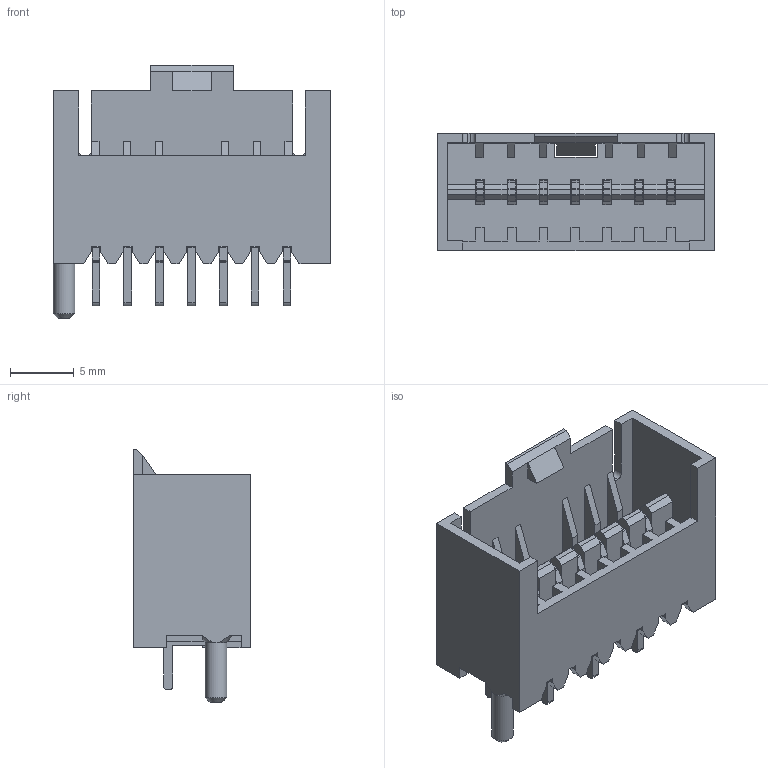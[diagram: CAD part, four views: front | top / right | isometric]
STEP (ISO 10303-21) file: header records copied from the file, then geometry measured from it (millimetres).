
FILE_DESCRIPTION(/* description */ ('Unknown'),/* implementation_level */ '2;1');
FILE_NAME(/* name */ 'J_Wurth_WR-RAST_667101110107',/* time_stamp */ '2025-08-29T17:12:20+08:00',/* author */ ('Unknown'),/* organization */ ('Unknown'),/* preprocessor_version */ 'ST-DEVELOPER v19.4',/* originating_system */ 'Solid Edge',/* authorisation */ 'Unknown');
FILE_SCHEMA (('AUTOMOTIVE_DESIGN {1 0 10303 214 3 1 1}'));
Length unit declared in the file: millimetre
Products named in the file (2): J_Wurth_WR-RAST_667101110107
Assembly tree (1 placements, depth 2):
  J_Wurth_WR-RAST_667101110107
    J_Wurth_WR-RAST_667101110107
Bounding box: 21.8 x 9.2 x 19.9 mm (x, y, z)
Volume: 1001 mm3; surface area: 2615.9 mm2
Topology: 1 solids, 1 shells, 525 faces, 1613 edges, 1074 vertices
Faces by surface type: plane 364, cylinder 159, cone 2
Full cylindrical faces by diameter (mm): 1.7 x1
Entity records: 21710 total; most frequent: CARTESIAN_POINT 3232, ORIENTED_EDGE 3220, DIRECTION 2982, EDGE_CURVE 1610, LINE 1284, VECTOR 1284, VERTEX_POINT 1073, AXIS2_PLACEMENT_3D 849
